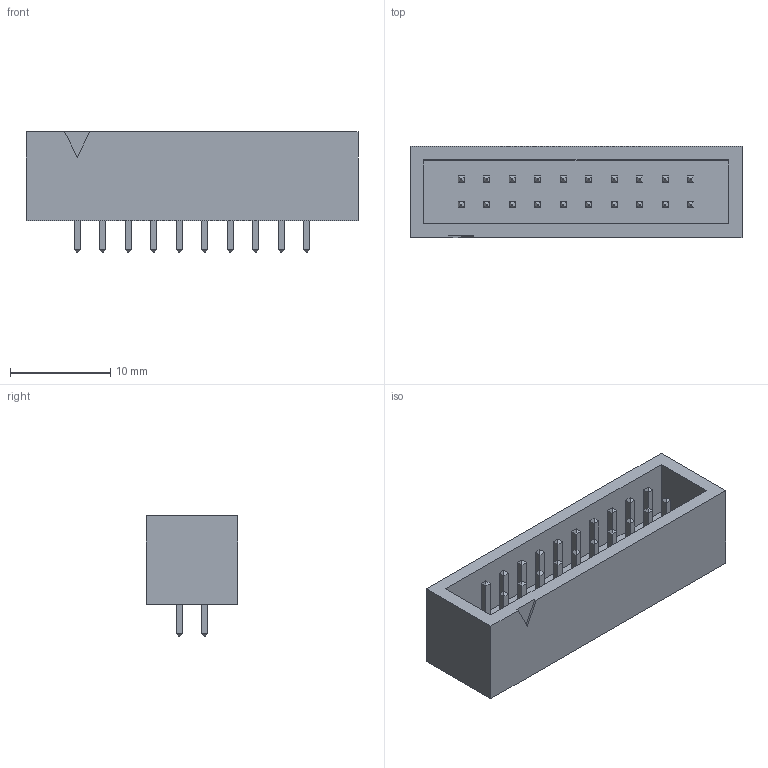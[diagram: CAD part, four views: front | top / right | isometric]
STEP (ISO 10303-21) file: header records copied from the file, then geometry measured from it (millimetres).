
FILE_DESCRIPTION(('FreeCAD Model'),'2;1');
FILE_NAME('463730.3.1.stp','2020-09-17T09:17:36',( 'Author'),(''),'Open CASCADE STEP processor 6.9','FreeCAD','Unknown' );
FILE_SCHEMA(('AUTOMOTIVE_DESIGN { 1 0 10303 214 1 1 1 1 }'));
Length unit declared in the file: millimetre
Products named in the file (3): ASSEMBLY; Body; LeadsArray
Assembly tree (2 placements, depth 2):
  ASSEMBLY
    Body
    LeadsArray
Bounding box: 33.06 x 9.1 x 12 mm (x, y, z)
Volume: 1646.3 mm3; surface area: 2381.9 mm2
Topology: 21 solids, 21 shells, 294 faces, 593 edges, 342 vertices
Faces by surface type: plane 294
Entity records: 15185 total; most frequent: CARTESIAN_POINT 2418, DIRECTION 2373, LINE 1779, VECTOR 1779, ORIENTED_EDGE 1186, PCURVE 1186, DEFINITIONAL_REPRESENTATION 1186, EDGE_CURVE 593
